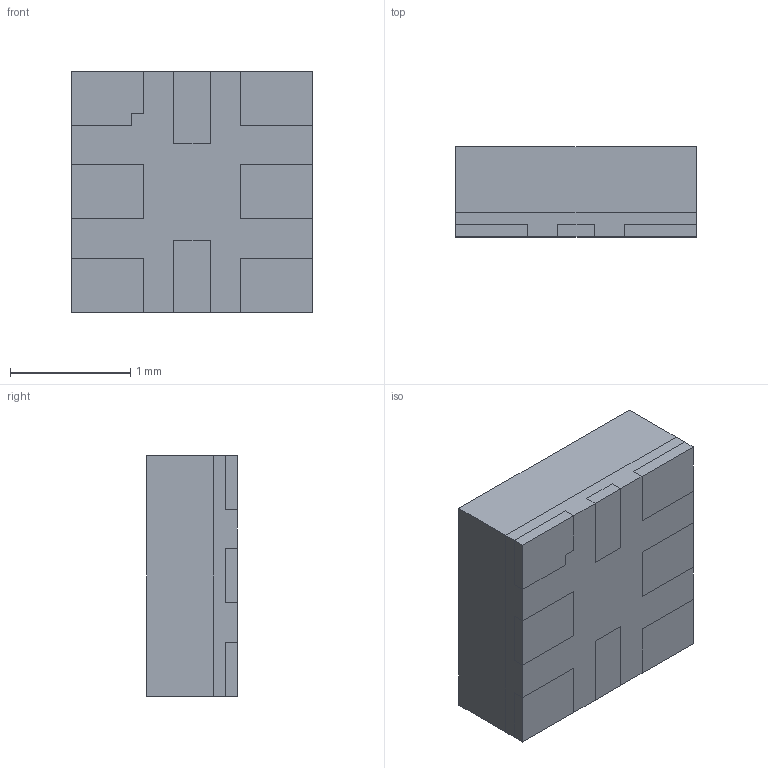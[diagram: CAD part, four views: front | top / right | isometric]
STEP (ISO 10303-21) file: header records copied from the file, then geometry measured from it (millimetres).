
FILE_DESCRIPTION (( 'STEP AP214' ), '1' );
FILE_NAME ('APA-102-2020-256-8.STEP', '2023-05-25T09:44:44', ( '' ), ( '' ), 'SwSTEP 2.0', 'SolidWorks 2017', '' );
FILE_SCHEMA (( 'AUTOMOTIVE_DESIGN' ));
Length unit declared in the file: millimetre
Products named in the file (1): APA-102-2020-256-8
Bounding box: 2 x 0.75 x 2 mm (x, y, z)
Volume: 3 mm3; surface area: 28 mm2
Topology: 10 solids, 10 shells, 92 faces, 216 edges, 144 vertices
Faces by surface type: plane 92
Entity records: 2695 total; most frequent: CARTESIAN_POINT 453, ORIENTED_EDGE 432, DIRECTION 402, VECTOR 216, LINE 216, EDGE_CURVE 216, VERTEX_POINT 144, AXIS2_PLACEMENT_3D 93
